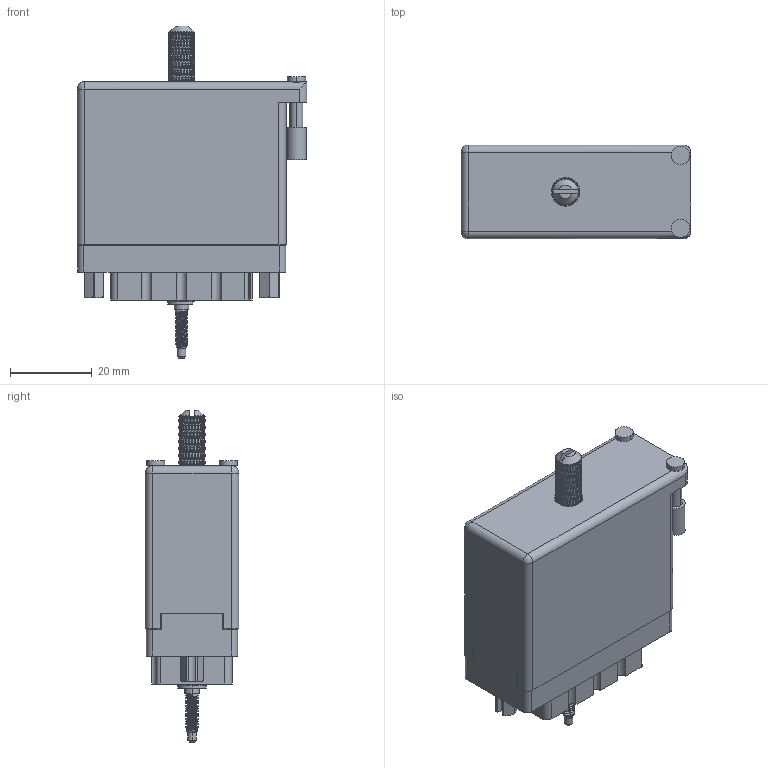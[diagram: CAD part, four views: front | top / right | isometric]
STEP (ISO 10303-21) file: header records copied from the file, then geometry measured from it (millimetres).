
FILE_DESCRIPTION (( 'STEP AP203' ), '1' );
FILE_NAME ('516-038-542-651.STEP', '2020-03-05T19:06:53', ( '' ), ( '' ), 'SwSTEP 2.0', 'SolidWorks 2016', '' );
FILE_SCHEMA (( 'CONFIG_CONTROL_DESIGN' ));
Length unit declared in the file: inch
Products named in the file (12): 516-038-542-651; 516-253-138-107; 516 Part Receptacle_038; 516-253-035-100; 516-221-038-102_039; 516-292-001_542 Contact; 516-252-021-102_038; 516-221-038-102_038; 516-230-001_Metal - 038 Side Entry; Actuating Screw Assy 038-056; 516-251-035-100; 516-250-038-111
Assembly tree (50 placements, depth 3):
  516-038-542-651
    516 Part Receptacle_038
    516-292-001_542 Contact  x38
    516-230-001_Metal - 038 Side Entry
    516-252-021-102_038  x2
    516-221-038-102_038
    Actuating Screw Assy 038-056
      516-251-035-100
      516-253-035-100  x2
      516-253-138-107
      516-250-038-111
    516-221-038-102_039
Bounding box: 56.08 x 22.83 x 81.03 mm (x, y, z)
Volume: 23653.8 mm3; surface area: 39516.1 mm2
Topology: 49 solids, 49 shells, 5282 faces, 14221 edges, 9052 vertices
Faces by surface type: plane 2389, cylinder 1577, bspline 1262, cone 52, sphere 2
Entity records: 112238 total; most frequent: CARTESIAN_POINT 59969, ORIENTED_EDGE 12834, DIRECTION 7833, EDGE_CURVE 6417, VERTEX_POINT 3878, EDGE_LOOP 2707, AXIS2_PLACEMENT_3D 2691, FACE_OUTER_BOUND 2581
